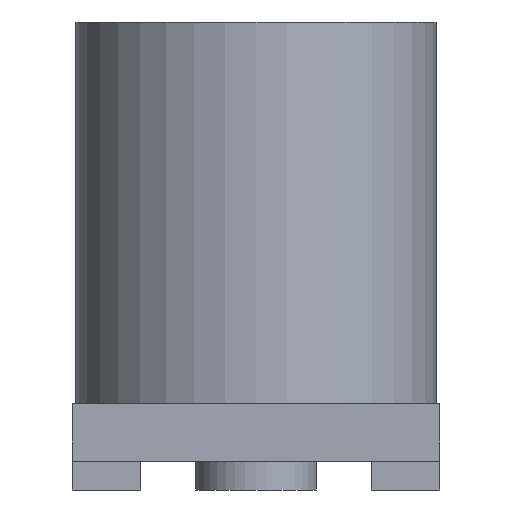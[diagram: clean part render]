
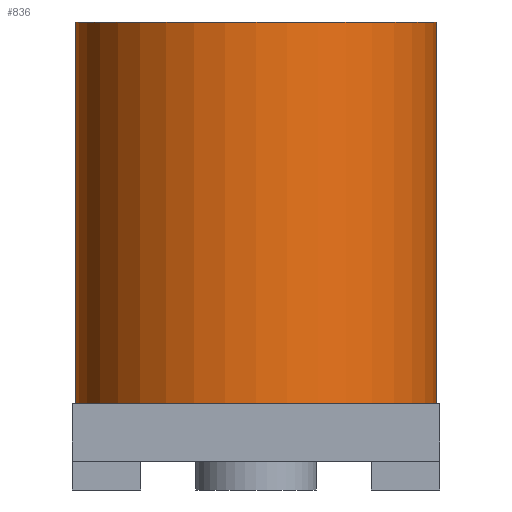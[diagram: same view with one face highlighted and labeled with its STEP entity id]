
A CAD part, front view. The second image highlights one B-rep face of the part: STEP entity #836.
In plain terms, the highlighted cylindrical face has radius 1.25 mm (diameter 2.5 mm), a full revolution.
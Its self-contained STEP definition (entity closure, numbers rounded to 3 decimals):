
#30=FACE_BOUND('',#208,.T.);
#49=CIRCLE('',#916,1.25);
#52=CIRCLE('',#922,1.25);
#61=CYLINDRICAL_SURFACE('',#921,1.25);
#139=FACE_OUTER_BOUND('',#207,.T.);
#207=EDGE_LOOP('',(#727));
#208=EDGE_LOOP('',(#728));
#434=VERTEX_POINT('',#1480);
#437=VERTEX_POINT('',#1489);
#533=EDGE_CURVE('',#434,#434,#49,.T.);
#536=EDGE_CURVE('',#437,#437,#52,.T.);
#727=ORIENTED_EDGE('',*,*,#536,.F.);
#728=ORIENTED_EDGE('',*,*,#533,.F.);
#836=ADVANCED_FACE('',(#139,#30),#61,.T.);
#916=AXIS2_PLACEMENT_3D('',#1481,#1132,#1133);
#921=AXIS2_PLACEMENT_3D('',#1488,#1142,#1143);
#922=AXIS2_PLACEMENT_3D('',#1490,#1144,#1145);
#1132=DIRECTION('center_axis',(0.,0.,1.));
#1133=DIRECTION('ref_axis',(1.,0.,0.));
#1142=DIRECTION('center_axis',(0.,0.,1.));
#1143=DIRECTION('ref_axis',(1.,0.,0.));
#1144=DIRECTION('center_axis',(0.,0.,-1.));
#1145=DIRECTION('ref_axis',(1.,0.,0.));
#1480=CARTESIAN_POINT('',(1.25,0.,3.25));
#1481=CARTESIAN_POINT('Origin',(0.,0.,
3.25));
#1488=CARTESIAN_POINT('Origin',(0.,0.,
1.925));
#1489=CARTESIAN_POINT('',(1.25,0.,0.6));
#1490=CARTESIAN_POINT('Origin',(0.,0.,
0.6));
